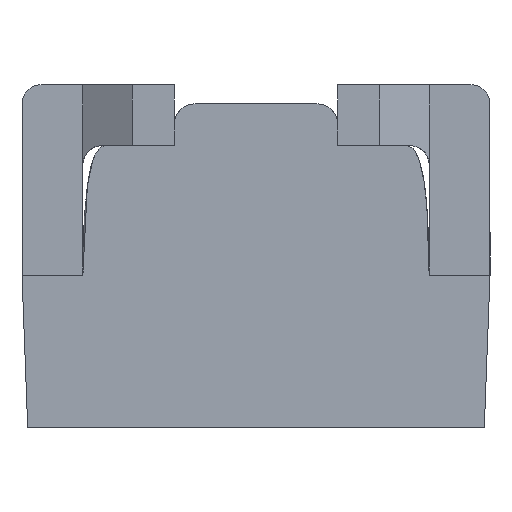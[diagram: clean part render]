
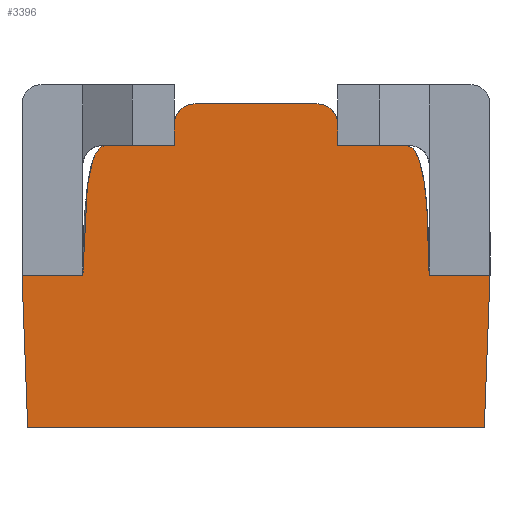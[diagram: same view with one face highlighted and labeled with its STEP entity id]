
A CAD part, front view. The second image highlights one B-rep face of the part: STEP entity #3396.
In plain terms, the highlighted planar face has unit normal (0, -1, 0).
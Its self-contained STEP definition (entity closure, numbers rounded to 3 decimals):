
#73 = ORIENTED_EDGE ( 'NONE', *, *, #4709, .F. ) ;
#79 = CARTESIAN_POINT ( 'NONE',  ( -0.16, 0., 0. ) ) ;
#86 = DIRECTION ( 'NONE',  ( 0., 1., 0. ) ) ;
#137 = DIRECTION ( 'NONE',  ( 1., 0., 0. ) ) ;
#190 = ORIENTED_EDGE ( 'NONE', *, *, #2475, .F. ) ;
#254 = VERTEX_POINT ( 'NONE', #2468 ) ;
#258 = VERTEX_POINT ( 'NONE', #3669 ) ;
#259 = VERTEX_POINT ( 'NONE', #3265 ) ;
#288 = DIRECTION ( 'NONE',  ( 1., 0., 0. ) ) ;
#304 = DIRECTION ( 'NONE',  ( 0.037, 0., 0.999 ) ) ;
#390 = CARTESIAN_POINT ( 'NONE',  ( 0.24, 0., 0.34 ) ) ;
#423 = CARTESIAN_POINT ( 'NONE',  ( -0.145, 0., -0.4 ) ) ;
#481 = LINE ( 'NONE', #79, #689 ) ;
#541 = DIRECTION ( 'NONE',  ( 1., 0., 0. ) ) ;
#567 = LINE ( 'NONE', #4456, #2984 ) ;
#689 = VECTOR ( 'NONE', #1653, 1000. ) ;
#719 = CARTESIAN_POINT ( 'NONE',  ( 0.91, 0., 0.34 ) ) ;
#745 = CARTESIAN_POINT ( 'NONE',  ( 0.015, 0., 0.255 ) ) ;
#881 = LINE ( 'NONE', #2093, #1060 ) ;
#1030 = DIRECTION ( 'NONE',  ( 0., 0., -1. ) ) ;
#1059 = EDGE_CURVE ( 'NONE', #4605, #1473, #3539, .T. ) ;
#1060 = VECTOR ( 'NONE', #137, 1000. ) ;
#1089 = CARTESIAN_POINT ( 'NONE',  ( 0.91, 0., 0. ) ) ;
#1189 = CARTESIAN_POINT ( 'NONE',  ( 0.06, 0., 0.34 ) ) ;
#1216 = B_SPLINE_CURVE_WITH_KNOTS ( 'NONE', 2,
 ( #2617, #5013, #2591 ),
 .UNSPECIFIED., .F., .F.,
 ( 3, 3 ),
 ( 0., 1. ),
 .UNSPECIFIED. ) ;
#1248 = VERTEX_POINT ( 'NONE', #1189 ) ;
#1390 = CARTESIAN_POINT ( 'NONE',  ( 0.295, 0., 0.395 ) ) ;
#1428 = LINE ( 'NONE', #3816, #3183 ) ;
#1473 = VERTEX_POINT ( 'NONE', #3681 ) ;
#1606 = VERTEX_POINT ( 'NONE', #3960 ) ;
#1653 = DIRECTION ( 'NONE',  ( -1., 0., 0. ) ) ;
#1667 = EDGE_CURVE ( 'NONE', #254, #5021, #3085, .T. ) ;
#1713 = AXIS2_PLACEMENT_3D ( 'NONE', #1390, #2289, #3002 ) ;
#1761 = EDGE_LOOP ( 'NONE', ( #190, #4227, #4443, #3860, #4810, #2758, #1841, #2741, #73, #2055, #4424, #1954, #2325, #1895 ) ) ;
#1808 = CARTESIAN_POINT ( 'NONE',  ( 0.67, 0., 0.395 ) ) ;
#1828 = CIRCLE ( 'NONE', #3502, 0.055 ) ;
#1841 = ORIENTED_EDGE ( 'NONE', *, *, #2193, .F. ) ;
#1845 = VERTEX_POINT ( 'NONE', #4742 ) ;
#1895 = ORIENTED_EDGE ( 'NONE', *, *, #3207, .F. ) ;
#1906 = CARTESIAN_POINT ( 'NONE',  ( 1.07, 0., 0. ) ) ;
#1954 = ORIENTED_EDGE ( 'NONE', *, *, #2100, .F. ) ;
#1956 = DIRECTION ( 'NONE',  ( 0., 0., -1. ) ) ;
#1966 = VERTEX_POINT ( 'NONE', #423 ) ;
#2039 = EDGE_CURVE ( 'NONE', #3190, #258, #4549, .T. ) ;
#2055 = ORIENTED_EDGE ( 'NONE', *, *, #3266, .F. ) ;
#2058 = CARTESIAN_POINT ( 'NONE',  ( 0.67, 0., 0.34 ) ) ;
#2078 = LINE ( 'NONE', #2647, #2609 ) ;
#2084 = CARTESIAN_POINT ( 'NONE',  ( -0.145, 0., -0.4 ) ) ;
#2093 = CARTESIAN_POINT ( 'NONE',  ( 1.055, 0., -0.4 ) ) ;
#2100 = EDGE_CURVE ( 'NONE', #1473, #1606, #4381, .T. ) ;
#2137 = CARTESIAN_POINT ( 'NONE',  ( 0.67, 0., 0.34 ) ) ;
#2140 = VERTEX_POINT ( 'NONE', #1808 ) ;
#2157 = EDGE_CURVE ( 'NONE', #1606, #259, #3858, .T. ) ;
#2193 = EDGE_CURVE ( 'NONE', #258, #4418, #3626, .T. ) ;
#2289 = DIRECTION ( 'NONE',  ( 0., 1., 0. ) ) ;
#2325 = ORIENTED_EDGE ( 'NONE', *, *, #1059, .F. ) ;
#2364 = VECTOR ( 'NONE', #2555, 1000. ) ;
#2373 = VECTOR ( 'NONE', #304, 1000. ) ;
#2392 = VECTOR ( 'NONE', #3729, 1000. ) ;
#2468 = CARTESIAN_POINT ( 'NONE',  ( 1.055, 0., -0.4 ) ) ;
#2475 = EDGE_CURVE ( 'NONE', #2669, #1248, #1216, .T. ) ;
#2555 = DIRECTION ( 'NONE',  ( 0.037, 0., -0.999 ) ) ;
#2591 = CARTESIAN_POINT ( 'NONE',  ( 0.06, 0., 0.34 ) ) ;
#2609 = VECTOR ( 'NONE', #3400, 1000. ) ;
#2617 = CARTESIAN_POINT ( 'NONE',  ( 0., 0., 0. ) ) ;
#2647 = CARTESIAN_POINT ( 'NONE',  ( -0.16, 0., 0. ) ) ;
#2669 = VERTEX_POINT ( 'NONE', #4461 ) ;
#2741 = ORIENTED_EDGE ( 'NONE', *, *, #2039, .F. ) ;
#2758 = ORIENTED_EDGE ( 'NONE', *, *, #2917, .T. ) ;
#2840 = LINE ( 'NONE', #2084, #2364 ) ;
#2895 = VECTOR ( 'NONE', #288, 1000. ) ;
#2917 = EDGE_CURVE ( 'NONE', #5021, #4418, #481, .T. ) ;
#2984 = VECTOR ( 'NONE', #541, 1000. ) ;
#3002 = DIRECTION ( 'NONE',  ( 0., 0., 1. ) ) ;
#3085 = LINE ( 'NONE', #1906, #2373 ) ;
#3183 = VECTOR ( 'NONE', #1030, 1000. ) ;
#3190 = VERTEX_POINT ( 'NONE', #2058 ) ;
#3207 = EDGE_CURVE ( 'NONE', #1248, #4605, #567, .T. ) ;
#3265 = CARTESIAN_POINT ( 'NONE',  ( 0.615, 0., 0.45 ) ) ;
#3266 = EDGE_CURVE ( 'NONE', #259, #2140, #1828, .T. ) ;
#3293 = CARTESIAN_POINT ( 'NONE',  ( 1.07, 0., 0. ) ) ;
#3301 = CARTESIAN_POINT ( 'NONE',  ( 0.615, 0., 0.395 ) ) ;
#3396 = ADVANCED_FACE ( 'NONE', ( #3962 ), #4372, .T. ) ;
#3400 = DIRECTION ( 'NONE',  ( -1., 0., 0. ) ) ;
#3402 = CARTESIAN_POINT ( 'NONE',  ( 0.295, 0., 0.45 ) ) ;
#3502 = AXIS2_PLACEMENT_3D ( 'NONE', #3301, #86, #4922 ) ;
#3538 = CARTESIAN_POINT ( 'NONE',  ( 0.91, 0., 0. ) ) ;
#3539 = LINE ( 'NONE', #390, #4844 ) ;
#3566 = DIRECTION ( 'NONE',  ( 0., 0., 1. ) ) ;
#3601 = DIRECTION ( 'NONE',  ( 0., -1., 0. ) ) ;
#3626 = B_SPLINE_CURVE_WITH_KNOTS ( 'NONE', 2,
 ( #4275, #719, #3538 ),
 .UNSPECIFIED., .F., .F.,
 ( 3, 3 ),
 ( 0., 1. ),
 .UNSPECIFIED. ) ;
#3669 = CARTESIAN_POINT ( 'NONE',  ( 0.85, 0., 0.34 ) ) ;
#3681 = CARTESIAN_POINT ( 'NONE',  ( 0.24, 0., 0.395 ) ) ;
#3729 = DIRECTION ( 'NONE',  ( 1., 0., 0. ) ) ;
#3816 = CARTESIAN_POINT ( 'NONE',  ( 0.67, 0., 0.395 ) ) ;
#3858 = LINE ( 'NONE', #3402, #2895 ) ;
#3860 = ORIENTED_EDGE ( 'NONE', *, *, #4649, .T. ) ;
#3960 = CARTESIAN_POINT ( 'NONE',  ( 0.295, 0., 0.45 ) ) ;
#3962 = FACE_OUTER_BOUND ( 'NONE', #1761, .T. ) ;
#4124 = CARTESIAN_POINT ( 'NONE',  ( 0.24, 0., 0.34 ) ) ;
#4227 = ORIENTED_EDGE ( 'NONE', *, *, #4959, .T. ) ;
#4275 = CARTESIAN_POINT ( 'NONE',  ( 0.85, 0., 0.34 ) ) ;
#4372 = PLANE ( 'NONE',  #4492 ) ;
#4381 = CIRCLE ( 'NONE', #1713, 0.055 ) ;
#4418 = VERTEX_POINT ( 'NONE', #1089 ) ;
#4424 = ORIENTED_EDGE ( 'NONE', *, *, #2157, .F. ) ;
#4443 = ORIENTED_EDGE ( 'NONE', *, *, #4741, .T. ) ;
#4456 = CARTESIAN_POINT ( 'NONE',  ( 0.06, 0., 0.34 ) ) ;
#4461 = CARTESIAN_POINT ( 'NONE',  ( 0., 0., 0. ) ) ;
#4492 = AXIS2_PLACEMENT_3D ( 'NONE', #745, #3601, #1956 ) ;
#4549 = LINE ( 'NONE', #2137, #2392 ) ;
#4605 = VERTEX_POINT ( 'NONE', #4124 ) ;
#4649 = EDGE_CURVE ( 'NONE', #1966, #254, #881, .T. ) ;
#4709 = EDGE_CURVE ( 'NONE', #2140, #3190, #1428, .T. ) ;
#4741 = EDGE_CURVE ( 'NONE', #1845, #1966, #2840, .T. ) ;
#4742 = CARTESIAN_POINT ( 'NONE',  ( -0.16, 0., 0. ) ) ;
#4810 = ORIENTED_EDGE ( 'NONE', *, *, #1667, .T. ) ;
#4844 = VECTOR ( 'NONE', #3566, 1000. ) ;
#4922 = DIRECTION ( 'NONE',  ( 0., 0., 1. ) ) ;
#4959 = EDGE_CURVE ( 'NONE', #2669, #1845, #2078, .T. ) ;
#5013 = CARTESIAN_POINT ( 'NONE',  ( 0., 0., 0.34 ) ) ;
#5021 = VERTEX_POINT ( 'NONE', #3293 ) ;
